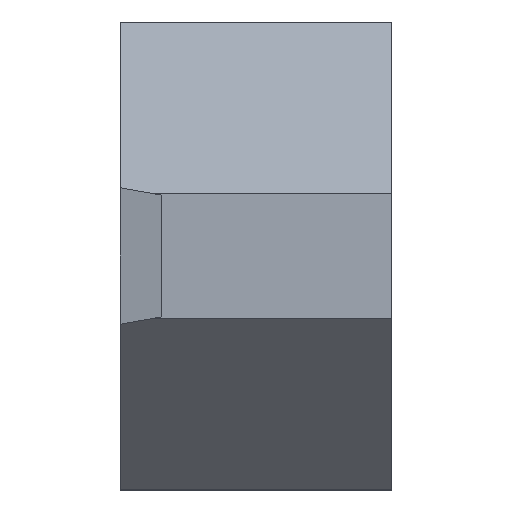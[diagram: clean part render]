
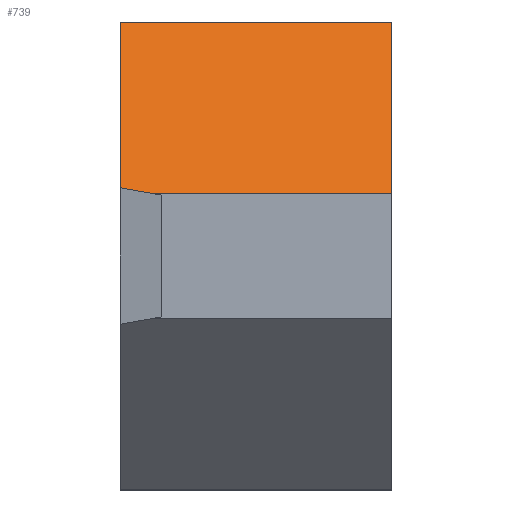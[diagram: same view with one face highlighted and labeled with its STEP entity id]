
A CAD part, left-side view. The second image highlights one B-rep face of the part: STEP entity #739.
In plain terms, the highlighted planar face has unit normal (-0.707, 0, 0.707).
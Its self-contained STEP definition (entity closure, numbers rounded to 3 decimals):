
#5 = LINE ( 'NONE', #253, #684 ) ;
#15 = VERTEX_POINT ( 'NONE', #636 ) ;
#40 = FACE_OUTER_BOUND ( 'NONE', #333, .T. ) ;
#69 = CARTESIAN_POINT ( 'NONE',  ( -8.827, 6.25, 1.568 ) ) ;
#84 = VECTOR ( 'NONE', #119, 1000. ) ;
#106 = CARTESIAN_POINT ( 'NONE',  ( -8.95, 5.552, 1.444 ) ) ;
#109 = EDGE_CURVE ( 'NONE', #150, #194, #714, .T. ) ;
#110 = VERTEX_POINT ( 'NONE', #106 ) ;
#119 = DIRECTION ( 'NONE',  ( 0.707, 0., 0.707 ) ) ;
#120 = CARTESIAN_POINT ( 'NONE',  ( -5.197, 6.25, 5.197 ) ) ;
#150 = VERTEX_POINT ( 'NONE', #189 ) ;
#189 = CARTESIAN_POINT ( 'NONE',  ( -5.017, 6.25, 5.378 ) ) ;
#194 = VERTEX_POINT ( 'NONE', #830 ) ;
#210 = DIRECTION ( 'NONE',  ( 0.707, 0., 0.707 ) ) ;
#253 = CARTESIAN_POINT ( 'NONE',  ( -8.95, 6.25, 1.444 ) ) ;
#288 = EDGE_CURVE ( 'NONE', #15, #194, #674, .T. ) ;
#330 = DIRECTION ( 'NONE',  ( 0.707, 0., -0.707 ) ) ;
#333 = EDGE_LOOP ( 'NONE', ( #821, #734, #713, #441, #785 ) ) ;
#382 = VERTEX_POINT ( 'NONE', #69 ) ;
#441 = ORIENTED_EDGE ( 'NONE', *, *, #109, .F. ) ;
#493 = DIRECTION ( 'NONE',  ( 0., -1., 0. ) ) ;
#497 = VECTOR ( 'NONE', #493, 1000. ) ;
#551 = VECTOR ( 'NONE', #661, 1000. ) ;
#593 = CARTESIAN_POINT ( 'NONE',  ( -5.197, 0., 5.197 ) ) ;
#627 = LINE ( 'NONE', #120, #823 ) ;
#634 = AXIS2_PLACEMENT_3D ( 'NONE', #922, #330, #1001 ) ;
#636 = CARTESIAN_POINT ( 'NONE',  ( -8.95, 0., 1.444 ) ) ;
#649 = CARTESIAN_POINT ( 'NONE',  ( -5.017, 6.25, 5.378 ) ) ;
#661 = DIRECTION ( 'NONE',  ( 0.171, 0.97, 0.171 ) ) ;
#667 = EDGE_CURVE ( 'NONE', #110, #382, #887, .T. ) ;
#674 = LINE ( 'NONE', #593, #84 ) ;
#684 = VECTOR ( 'NONE', #911, 1000. ) ;
#713 = ORIENTED_EDGE ( 'NONE', *, *, #288, .T. ) ;
#714 = LINE ( 'NONE', #649, #497 ) ;
#734 = ORIENTED_EDGE ( 'NONE', *, *, #735, .T. ) ;
#735 = EDGE_CURVE ( 'NONE', #110, #15, #5, .T. ) ;
#739 = ADVANCED_FACE ( 'NONE', ( #40 ), #916, .F. ) ;
#752 = CARTESIAN_POINT ( 'NONE',  ( -8.614, 7.455, 1.78 ) ) ;
#785 = ORIENTED_EDGE ( 'NONE', *, *, #819, .F. ) ;
#819 = EDGE_CURVE ( 'NONE', #382, #150, #627, .T. ) ;
#821 = ORIENTED_EDGE ( 'NONE', *, *, #667, .F. ) ;
#823 = VECTOR ( 'NONE', #210, 1000. ) ;
#830 = CARTESIAN_POINT ( 'NONE',  ( -5.017, 0., 5.378 ) ) ;
#887 = LINE ( 'NONE', #752, #551 ) ;
#911 = DIRECTION ( 'NONE',  ( 0., -1., 0. ) ) ;
#916 = PLANE ( 'NONE',  #634 ) ;
#922 = CARTESIAN_POINT ( 'NONE',  ( -5.197, 6.25, 5.197 ) ) ;
#1001 = DIRECTION ( 'NONE',  ( -0.707, 0., -0.707 ) ) ;
